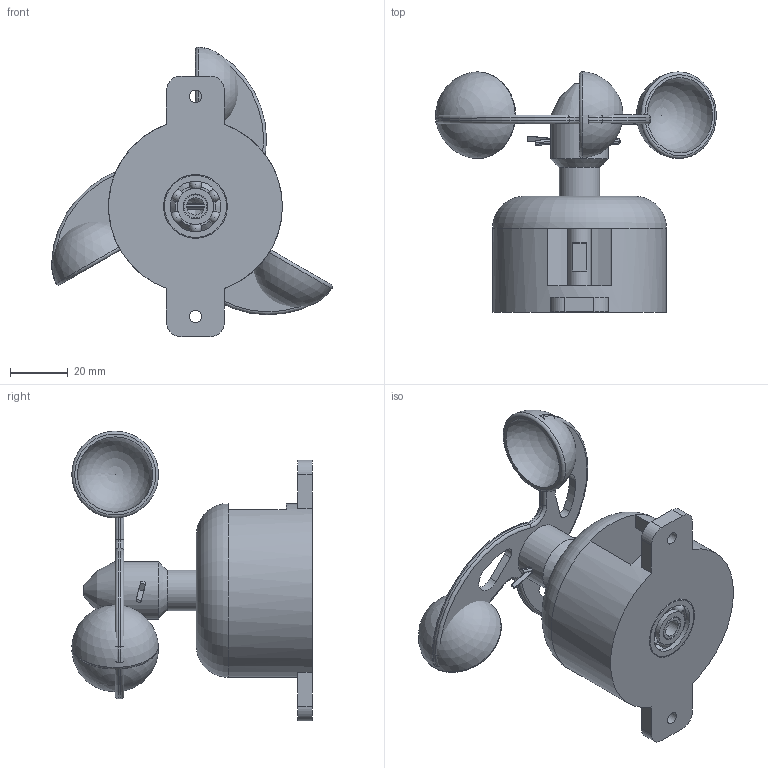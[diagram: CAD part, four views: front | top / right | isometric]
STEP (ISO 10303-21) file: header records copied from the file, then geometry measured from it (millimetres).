
FILE_DESCRIPTION(/* description */ (''),/* implementation_level */ '2;1');
FILE_NAME(/* name */ 'anemometro.stp',/* time_stamp */ '2024-03-28T16:22:22+01:00',/* author */ ('R5800u'),/* organization */ (''),/* preprocessor_version */ 'ST-DEVELOPER v20',/* originating_system */ 'Autodesk Inventor 2024',/* authorisation */ '');
FILE_SCHEMA (('AUTOMOTIVE_DESIGN { 1 0 10303 214 3 1 1 }'));
Length unit declared in the file: millimetre
Products named in the file (8): Assieme1; anemometro2; ISO 1234 - 2 x 25; tubo; cassa; SKF Z608-Z; UNI 7437 - 22; magnete_10x5x2
Assembly tree (9 placements, depth 2):
  Assieme1
    anemometro2
    ISO 1234 - 2 x 25
    tubo
    SKF Z608-Z  x2
    cassa
    UNI 7437 - 22  x2
    magnete_10x5x2
Bounding box: 96.87 x 82.96 x 99.96 mm (x, y, z)
Volume: 87284.1 mm3; surface area: 44941.7 mm2
Topology: 13 solids, 13 shells, 254 faces, 701 edges, 449 vertices
Faces by surface type: cylinder 100, plane 69, torus 56, sphere 26, bspline 2, cone 1
Full cylindrical faces by diameter (mm): 2 x6, 4.3 x2, 6 x1, 8 x4, 12.48 x4, 14 x1, 17.52 x4, 18 x1, 20 x2, 22 x4, 60 x1
Entity records: 7648 total; most frequent: CARTESIAN_POINT 2047, DIRECTION 1171, ORIENTED_EDGE 1064, EDGE_CURVE 532, AXIS2_PLACEMENT_3D 487, VERTEX_POINT 349, EDGE_LOOP 257, CIRCLE 253
